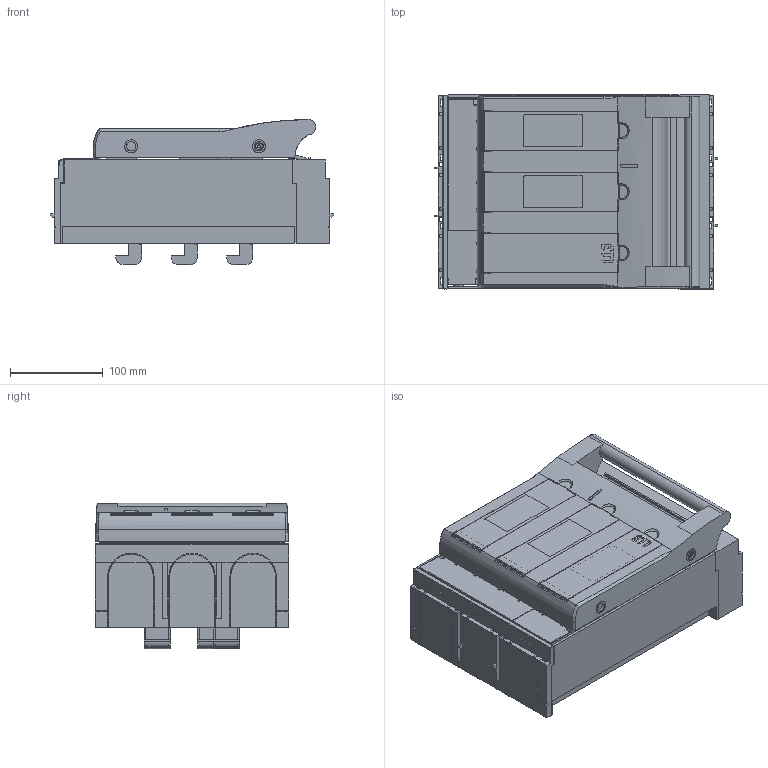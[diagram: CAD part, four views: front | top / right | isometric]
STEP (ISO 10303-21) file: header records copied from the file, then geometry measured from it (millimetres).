
FILE_DESCRIPTION((''),'2;1');
FILE_NAME('KVL-B-2_3P_M10_ASM','2021-11-16T',('marketing.praksa'),('Audax d.o.o.'),'CREO PARAMETRIC BY PTC INC, 2017480','CREO PARAMETRIC BY PTC INC, 2017480','');
FILE_SCHEMA(('AUTOMOTIVE_DESIGN { 1 0 10303 214 1 1 1 1 }'));
Products named in the file (14): 158641_ANSCHLUSSLASCHE_GR__2_1; 34236_L01_SCHUTZABDECKUNG_OBEN_; 34213_L_SK-MONTAGEHAUBE_1_1; 5491_05_KLEMMBUEGEL_KPL_1_ASM_1_ASM; 34208_L_SCHEIBE_GR_1_1_1; 34237_L_SCHUTZABDECKUNG_UNTEN_G; 158643_L_ANSCHLUSSSCHIENE_L2_TR; 158644_L_ANSCHLUSSSCHIENE_L3_TR; 158642_L_ANSCHLUSSSCHIENE_L1_TR; 34235_L_TRENNERGEHAEUSE_GR2_3-P; 34204_L_FRONTPLATTE_GR2_3-POLIG; PRT9574; PRT9843; KVL-B-2_3P_M10_ASM
Assembly tree (18 placements, depth 3):
  KVL-B-2_3P_M10_ASM
    158641_ANSCHLUSSLASCHE_GR__2_1  x3
    34236_L01_SCHUTZABDECKUNG_OBEN_
    5491_05_KLEMMBUEGEL_KPL_1_ASM_1_ASM  x3
      34213_L_SK-MONTAGEHAUBE_1_1
    34208_L_SCHEIBE_GR_1_1_1  x2
    34237_L_SCHUTZABDECKUNG_UNTEN_G
    158643_L_ANSCHLUSSSCHIENE_L2_TR
    158644_L_ANSCHLUSSSCHIENE_L3_TR
    158642_L_ANSCHLUSSSCHIENE_L1_TR
    34235_L_TRENNERGEHAEUSE_GR2_3-P
    34204_L_FRONTPLATTE_GR2_3-POLIG
    PRT9574
    PRT9843
Bounding box: 306.2 x 209.5 x 157.32 mm (x, y, z)
Volume: 2293855.1 mm3; surface area: 870227.1 mm2
Topology: 19 solids, 20 shells, 1716 faces, 5110 edges, 3354 vertices
Faces by surface type: plane 1213, cylinder 412, cone 43, bspline 31, sphere 8, torus 6, extrusion 3
Entity records: 79284 total; most frequent: CARTESIAN_POINT 12691, ORIENTED_EDGE 9100, DIRECTION 7919, PRESENTATION_STYLE_ASSIGNMENT 6096, STYLED_ITEM 6096, CURVE_STYLE 4553, EDGE_CURVE 4550, VECTOR 3571
